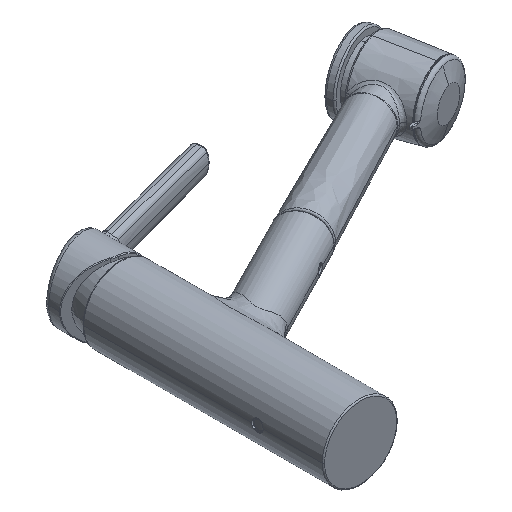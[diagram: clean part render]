
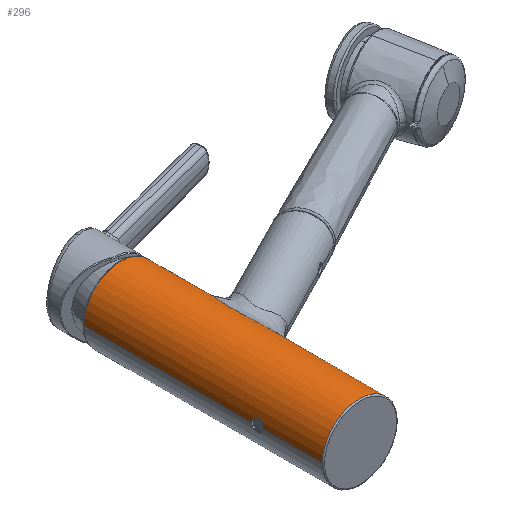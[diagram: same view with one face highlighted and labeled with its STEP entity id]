
A CAD part, isometric view. The second image highlights one B-rep face of the part: STEP entity #296.
In plain terms, the highlighted cylindrical face has radius 24.5 mm (diameter 49 mm), a partial arc.
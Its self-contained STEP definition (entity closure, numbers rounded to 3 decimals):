
#296=ADVANCED_FACE('',(#607),#608,.T.);
#607=FACE_OUTER_BOUND('',#5041,.T.);
#608=CYLINDRICAL_SURFACE('',#5042,24.5);
#5041=EDGE_LOOP('',(#5871,#5872,#5873,#5874,#5875,#5876,#5877,#5878));
#5042=AXIS2_PLACEMENT_3D('',#5879,#5880,#5881);
#5871=ORIENTED_EDGE('',*,*,#6322,.T.);
#5872=ORIENTED_EDGE('',*,*,#6329,.T.);
#5873=ORIENTED_EDGE('',*,*,#6320,.T.);
#5874=ORIENTED_EDGE('',*,*,#6330,.T.);
#5875=ORIENTED_EDGE('',*,*,#6318,.T.);
#5876=ORIENTED_EDGE('',*,*,#6314,.T.);
#5877=ORIENTED_EDGE('',*,*,#6317,.T.);
#5878=ORIENTED_EDGE('',*,*,#6328,.T.);
#5879=CARTESIAN_POINT('',(0.,-126.933,0.0));
#5880=DIRECTION('',(0.0,-1.0,0.0));
#5881=DIRECTION('',(1.0,0.0,0.0));
#6314=EDGE_CURVE('',#6832,#6830,#6833,.T.);
#6317=EDGE_CURVE('',#6830,#6836,#6837,.T.);
#6318=EDGE_CURVE('',#6838,#6832,#6839,.T.);
#6320=EDGE_CURVE('',#6842,#6840,#6843,.T.);
#6322=EDGE_CURVE('',#6846,#6844,#6847,.T.);
#6328=EDGE_CURVE('',#6836,#6846,#6855,.T.);
#6329=EDGE_CURVE('',#6844,#6842,#6856,.T.);
#6330=EDGE_CURVE('',#6840,#6838,#6857,.T.);
#6830=VERTEX_POINT('',#8983);
#6832=VERTEX_POINT('',#8985);
#6833=B_SPLINE_CURVE_WITH_KNOTS('',3,(#8986,#8987,#8988,#8989,#8990,#8991,#8992,#8993,#8994,#8995,#8996,#8997,#8998,#8999,#9000,#9001,#9002,#9003,#9004,#9005,#9006,#9007,#9008,#9009,#9010,#9011,#9012,#9013,#9014,#9015,#9016,#9017,#9018,#9019,#9020,#9021,#9022,#9023,#9024),.UNSPECIFIED.,.F.,.F.,(4,1,1,1,1,1,1,1,1,1,1,1,1,1,1,1,1,1,1,1,1,1,1,1,1,1,1,1,1,1,1,1,1,1,1,1,4),(0.0,0.028,0.056,0.083,0.111,0.139,0.167,0.194,0.222,0.25,0.278,0.306,0.333,0.361,0.389,0.417,0.444,0.472,0.5,0.528,0.556,0.583,0.611,0.639,0.667,0.694,0.722,0.75,0.778,0.806,0.833,0.861,0.889,0.917,0.944,0.972,1.0),.UNSPECIFIED.);
#6836=VERTEX_POINT('',#9066);
#6837=LINE('',#9067,#9068);
#6838=VERTEX_POINT('',#9069);
#6839=LINE('',#9070,#9071);
#6840=VERTEX_POINT('',#9072);
#6842=VERTEX_POINT('',#9074);
#6843=LINE('',#9075,#9076);
#6844=VERTEX_POINT('',#9077);
#6846=VERTEX_POINT('',#9101);
#6847=LINE('',#9102,#9103);
#6855=CIRCLE('',#9111,24.5);
#6856=B_SPLINE_CURVE_WITH_KNOTS('',3,(#9112,#9113,#9114,#9115,#9116,#9117,#9118,#9119,#9120,#9121,#9122,#9123,#9124,#9125,#9126,#9127,#9128,#9129,#9130,#9131,#9132,#9133,#9134),.UNSPECIFIED.,.F.,.F.,(4,1,1,1,1,1,1,1,1,1,1,1,1,1,1,1,1,1,1,1,4),(0.0,0.05,0.1,0.15,0.2,0.25,0.3,0.35,0.4,0.45,0.5,0.55,0.6,0.65,0.7,0.75,0.8,0.85,0.9,0.95,1.0),.UNSPECIFIED.);
#6857=CIRCLE('',#9135,24.5);
#8983=CARTESIAN_POINT('',(24.5,15.851,0.));
#8985=CARTESIAN_POINT('',(24.5,-52.577,0.));
#8986=CARTESIAN_POINT('',(24.5,-52.577,0.));
#8987=CARTESIAN_POINT('',(24.5,-52.577,0.466));
#8988=CARTESIAN_POINT('',(24.473,-52.528,1.402));
#8989=CARTESIAN_POINT('',(24.352,-52.306,2.813));
#8990=CARTESIAN_POINT('',(24.145,-51.924,4.243));
#8991=CARTESIAN_POINT('',(23.845,-51.368,5.696));
#8992=CARTESIAN_POINT('',(23.442,-50.615,7.178));
#8993=CARTESIAN_POINT('',(22.928,-49.637,8.686));
#8994=CARTESIAN_POINT('',(22.29,-48.4,10.215));
#8995=CARTESIAN_POINT('',(21.523,-46.867,11.748));
#8996=CARTESIAN_POINT('',(20.625,-45.001,13.262));
#8997=CARTESIAN_POINT('',(19.611,-42.77,14.722));
#8998=CARTESIAN_POINT('',(18.51,-40.16,16.081));
#8999=CARTESIAN_POINT('',(17.383,-37.191,17.289));
#9000=CARTESIAN_POINT('',(16.307,-33.918,18.301));
#9001=CARTESIAN_POINT('',(15.369,-30.442,19.09));
#9002=CARTESIAN_POINT('',(14.625,-26.828,19.661));
#9003=CARTESIAN_POINT('',(14.117,-23.133,20.026));
#9004=CARTESIAN_POINT('',(13.867,-19.417,20.198));
#9005=CARTESIAN_POINT('',(13.884,-15.813,20.187));
#9006=CARTESIAN_POINT('',(14.148,-12.381,20.004));
#9007=CARTESIAN_POINT('',(14.636,-9.109,19.652));
#9008=CARTESIAN_POINT('',(15.307,-6.08,19.137));
#9009=CARTESIAN_POINT('',(16.125,-3.28,18.457));
#9010=CARTESIAN_POINT('',(17.063,-0.674,17.6));
#9011=CARTESIAN_POINT('',(18.105,1.795,16.531));
#9012=CARTESIAN_POINT('',(19.224,4.161,15.229));
#9013=CARTESIAN_POINT('',(20.437,6.551,13.567));
#9014=CARTESIAN_POINT('',(21.486,8.624,11.826));
#9015=CARTESIAN_POINT('',(22.306,10.315,10.185));
#9016=CARTESIAN_POINT('',(22.948,11.755,8.632));
#9017=CARTESIAN_POINT('',(23.442,12.959,7.174));
#9018=CARTESIAN_POINT('',(23.815,13.941,5.806));
#9019=CARTESIAN_POINT('',(24.09,14.701,4.523));
#9020=CARTESIAN_POINT('',(24.281,15.239,3.337));
#9021=CARTESIAN_POINT('',(24.406,15.586,2.24));
#9022=CARTESIAN_POINT('',(24.482,15.797,1.134));
#9023=CARTESIAN_POINT('',(24.5,15.848,0.38));
#9024=CARTESIAN_POINT('',(24.5,15.851,0.));
#9066=CARTESIAN_POINT('',(24.5,42.61,0.0));
#9067=CARTESIAN_POINT('',(24.5,15.851,0.));
#9068=VECTOR('',#9622,26.759);
#9069=CARTESIAN_POINT('',(24.5,-114.2,0.0));
#9070=CARTESIAN_POINT('',(24.5,-114.2,0.));
#9071=VECTOR('',#9623,61.623);
#9072=CARTESIAN_POINT('',(-24.5,-114.2,0.0));
#9074=CARTESIAN_POINT('',(-24.5,-75.35,0.0));
#9075=CARTESIAN_POINT('',(-24.5,-75.35,0.0));
#9076=VECTOR('',#9627,38.85);
#9077=CARTESIAN_POINT('',(-24.5,-67.85,0.0));
#9101=CARTESIAN_POINT('',(-24.5,42.61,0.0));
#9102=CARTESIAN_POINT('',(-24.5,42.61,0.));
#9103=VECTOR('',#9628,110.46);
#9111=AXIS2_PLACEMENT_3D('',#9644,#9645,#9646);
#9112=CARTESIAN_POINT('',(-24.5,-67.85,0.0));
#9113=CARTESIAN_POINT('',(-24.5,-67.85,0.197));
#9114=CARTESIAN_POINT('',(-24.495,-67.881,0.586));
#9115=CARTESIAN_POINT('',(-24.475,-68.017,1.159));
#9116=CARTESIAN_POINT('',(-24.442,-68.243,1.706));
#9117=CARTESIAN_POINT('',(-24.402,-68.552,2.211));
#9118=CARTESIAN_POINT('',(-24.356,-68.937,2.663));
#9119=CARTESIAN_POINT('',(-24.31,-69.389,3.048));
#9120=CARTESIAN_POINT('',(-24.269,-69.894,3.357));
#9121=CARTESIAN_POINT('',(-24.237,-70.441,3.583));
#9122=CARTESIAN_POINT('',(-24.216,-71.013,3.719));
#9123=CARTESIAN_POINT('',(-24.209,-71.6,3.765));
#9124=CARTESIAN_POINT('',(-24.216,-72.187,3.719));
#9125=CARTESIAN_POINT('',(-24.237,-72.759,3.583));
#9126=CARTESIAN_POINT('',(-24.269,-73.306,3.357));
#9127=CARTESIAN_POINT('',(-24.31,-73.811,3.048));
#9128=CARTESIAN_POINT('',(-24.356,-74.263,2.663));
#9129=CARTESIAN_POINT('',(-24.402,-74.648,2.211));
#9130=CARTESIAN_POINT('',(-24.442,-74.957,1.706));
#9131=CARTESIAN_POINT('',(-24.475,-75.183,1.159));
#9132=CARTESIAN_POINT('',(-24.495,-75.319,0.586));
#9133=CARTESIAN_POINT('',(-24.5,-75.35,0.197));
#9134=CARTESIAN_POINT('',(-24.5,-75.35,0.0));
#9135=AXIS2_PLACEMENT_3D('',#9647,#9648,#9649);
#9622=DIRECTION('',(0.,1.0,0.));
#9623=DIRECTION('',(0.,1.0,0.));
#9627=DIRECTION('',(0.0,-1.0,0.));
#9628=DIRECTION('',(0.0,-1.0,0.));
#9644=CARTESIAN_POINT('',(0.,42.61,0.0));
#9645=DIRECTION('',(0.0,-1.0,0.0));
#9646=DIRECTION('',(1.0,0.0,0.0));
#9647=CARTESIAN_POINT('',(0.,-114.2,0.0));
#9648=DIRECTION('',(0.0,1.0,0.0));
#9649=DIRECTION('',(-1.0,0.0,0.0));
